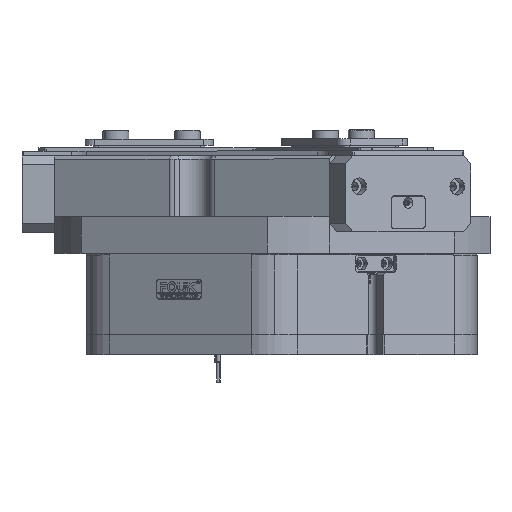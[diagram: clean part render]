
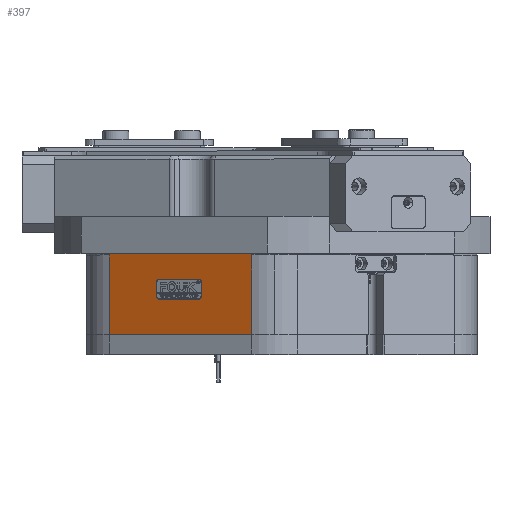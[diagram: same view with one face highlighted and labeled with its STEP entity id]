
A CAD part, top view. The second image highlights one B-rep face of the part: STEP entity #397.
In plain terms, the highlighted planar face has unit normal (-0.5, 0, 0.866).
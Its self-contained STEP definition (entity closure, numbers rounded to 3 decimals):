
#397 = ADVANCED_FACE ( 'NONE', ( #37608, #10621 ), #38973, .T. ) ;
#407 = CARTESIAN_POINT ( 'NONE',  ( -74.423, 34.2, 97.905 ) ) ;
#510 = DIRECTION ( 'NONE',  ( -0.866, 0., -0.5 ) ) ;
#998 = ORIENTED_EDGE ( 'NONE', *, *, #32113, .T. ) ;
#1774 = DIRECTION ( 'NONE',  ( 0.866, 0., 0.5 ) ) ;
#1808 = EDGE_CURVE ( 'NONE', #30883, #9054, #8532, .T. ) ;
#1931 = CARTESIAN_POINT ( 'NONE',  ( 122., 0., 211.31 ) ) ;
#2119 = CARTESIAN_POINT ( 'NONE',  ( -61., 50.3, 105.655 ) ) ;
#3359 = CARTESIAN_POINT ( 'NONE',  ( -50.175, 34.2, 111.905 ) ) ;
#3439 = EDGE_CURVE ( 'NONE', #14024, #4387, #5141, .T. ) ;
#3661 = VERTEX_POINT ( 'NONE', #24209 ) ;
#3777 = CARTESIAN_POINT ( 'NONE',  ( -48.356, 24.1, 112.955 ) ) ;
#4387 = VERTEX_POINT ( 'NONE', #32582 ) ;
#4574 = DIRECTION ( 'NONE',  ( -0.866, 0., -0.5 ) ) ;
#5030 = EDGE_CURVE ( 'NONE', #9054, #28321, #33382, .T. ) ;
#5141 = LINE ( 'NONE', #1931, #47600 ) ;
#5426 = CARTESIAN_POINT ( 'NONE',  ( -17., 0., 131.059 ) ) ;
#5465 = ORIENTED_EDGE ( 'NONE', *, *, #50135, .T. ) ;
#5938 = CARTESIAN_POINT ( 'NONE',  ( -105., 110.5, 80.252 ) ) ;
#6048 = EDGE_CURVE ( 'NONE', #8139, #23342, #12759, .T. ) ;
#6236 = CARTESIAN_POINT ( 'NONE',  ( -74.423, 32.1, 97.905 ) ) ;
#6833 = VECTOR ( 'NONE', #1774, 1000. ) ;
#7113 = CARTESIAN_POINT ( 'NONE',  ( -50.175, 34.2, 111.905 ) ) ;
#7694 = LINE ( 'NONE', #46960, #16123 ) ;
#8139 = VERTEX_POINT ( 'NONE', #29564 ) ;
#8256 = EDGE_LOOP ( 'NONE', ( #23541, #5465, #35910, #11416, #40831, #43312, #37587, #17741 ) ) ;
#8532 = LINE ( 'NONE', #7113, #22785 ) ;
#8744 = CARTESIAN_POINT ( 'NONE',  ( -50.175, 32.1, 111.905 ) ) ;
#8898 = AXIS2_PLACEMENT_3D ( 'NONE', #29612, #41969, #4574 ) ;
#9054 = VERTEX_POINT ( 'NONE', #3359 ) ;
#9261 = CARTESIAN_POINT ( 'NONE',  ( -105.017, 50.3, 80.242 ) ) ;
#10217 = DIRECTION ( 'NONE',  ( 0.5, 0., -0.866 ) ) ;
#10621 = FACE_BOUND ( 'NONE', #8256, .T. ) ;
#11288 = CARTESIAN_POINT ( 'NONE',  ( -48.356, 32.1, 112.955 ) ) ;
#11416 = ORIENTED_EDGE ( 'NONE', *, *, #6048, .T. ) ;
#11483 = VECTOR ( 'NONE', #47230, 1000. ) ;
#12058 = EDGE_CURVE ( 'NONE', #14024, #32616, #21171, .T. ) ;
#12759 = CIRCLE ( 'NONE', #19843, 2.1 ) ;
#12967 = CIRCLE ( 'NONE', #15914, 2.1 ) ;
#13450 = VERTEX_POINT ( 'NONE', #26024 ) ;
#14024 = VERTEX_POINT ( 'NONE', #5426 ) ;
#14419 = DIRECTION ( 'NONE',  ( -0.5, 0., 0.866 ) ) ;
#15141 = CARTESIAN_POINT ( 'NONE',  ( -16.994, 49.967, 131.062 ) ) ;
#15543 = CARTESIAN_POINT ( 'NONE',  ( -50.175, 22., 111.905 ) ) ;
#15914 = AXIS2_PLACEMENT_3D ( 'NONE', #6236, #10217, #38950 ) ;
#16123 = VECTOR ( 'NONE', #51593, 1000. ) ;
#16182 = EDGE_CURVE ( 'NONE', #32616, #20940, #23003, .T. ) ;
#16616 = CARTESIAN_POINT ( 'NONE',  ( -74.423, 24.1, 97.905 ) ) ;
#17302 = ORIENTED_EDGE ( 'NONE', *, *, #36666, .T. ) ;
#17331 = DIRECTION ( 'NONE',  ( -0.866, 0., -0.5 ) ) ;
#17348 = VERTEX_POINT ( 'NONE', #15543 ) ;
#17741 = ORIENTED_EDGE ( 'NONE', *, *, #5030, .T. ) ;
#17864 = DIRECTION ( 'NONE',  ( 0.866, 0., 0.5 ) ) ;
#19261 = DIRECTION ( 'NONE',  ( 0.866, 0., 0.5 ) ) ;
#19843 = AXIS2_PLACEMENT_3D ( 'NONE', #16616, #49427, #17331 ) ;
#20940 = VERTEX_POINT ( 'NONE', #35819 ) ;
#21035 = CARTESIAN_POINT ( 'NONE',  ( -50.175, 22., 111.905 ) ) ;
#21171 = LINE ( 'NONE', #47581, #11483 ) ;
#22338 = CARTESIAN_POINT ( 'NONE',  ( 122., 110.5, 211.31 ) ) ;
#22724 = AXIS2_PLACEMENT_3D ( 'NONE', #22338, #14419, #17864 ) ;
#22785 = VECTOR ( 'NONE', #19261, 1000. ) ;
#23003 =( BOUNDED_CURVE ( )  B_SPLINE_CURVE ( 3, ( #40027, #27681, #15141, #51909 ),
 .UNSPECIFIED., .F., .F. ) 
 B_SPLINE_CURVE_WITH_KNOTS ( ( 4, 4 ),
 ( 0., 0.034 ),
 .UNSPECIFIED. ) 
 CURVE ( )  GEOMETRIC_REPRESENTATION_ITEM ( )  RATIONAL_B_SPLINE_CURVE ( ( 1., 1., 1., 1. ) ) 
 REPRESENTATION_ITEM ( '' )  );
#23342 = VERTEX_POINT ( 'NONE', #26166 ) ;
#23541 = ORIENTED_EDGE ( 'NONE', *, *, #33869, .T. ) ;
#24034 = EDGE_CURVE ( 'NONE', #17348, #8139, #41511, .T. ) ;
#24209 = CARTESIAN_POINT ( 'NONE',  ( -105., 49.3, 80.252 ) ) ;
#24974 = DIRECTION ( 'NONE',  ( 0.5, 0., -0.866 ) ) ;
#26024 = CARTESIAN_POINT ( 'NONE',  ( -76.242, 32.1, 96.855 ) ) ;
#26038 = ORIENTED_EDGE ( 'NONE', *, *, #12058, .T. ) ;
#26133 = DIRECTION ( 'NONE',  ( 0., -1., 0. ) ) ;
#26166 = CARTESIAN_POINT ( 'NONE',  ( -76.242, 24.1, 96.855 ) ) ;
#26812 = ORIENTED_EDGE ( 'NONE', *, *, #37289, .F. ) ;
#27499 = EDGE_CURVE ( 'NONE', #13450, #30883, #12967, .T. ) ;
#27681 = CARTESIAN_POINT ( 'NONE',  ( -17., 49.633, 131.059 ) ) ;
#27757 = CARTESIAN_POINT ( 'NONE',  ( -105., 49.633, 80.252 ) ) ;
#27945 = CARTESIAN_POINT ( 'NONE',  ( -105.006, 49.967, 80.248 ) ) ;
#28253 = CARTESIAN_POINT ( 'NONE',  ( -17., 49.3, 131.059 ) ) ;
#28321 = VERTEX_POINT ( 'NONE', #11288 ) ;
#29380 = VERTEX_POINT ( 'NONE', #3777 ) ;
#29564 = CARTESIAN_POINT ( 'NONE',  ( -74.423, 22., 97.905 ) ) ;
#29612 = CARTESIAN_POINT ( 'NONE',  ( -50.175, 24.1, 111.905 ) ) ;
#30732 = DIRECTION ( 'NONE',  ( -0.866, 0., -0.5 ) ) ;
#30883 = VERTEX_POINT ( 'NONE', #407 ) ;
#32113 = EDGE_CURVE ( 'NONE', #52807, #3661, #51596, .T. ) ;
#32582 = CARTESIAN_POINT ( 'NONE',  ( -105., 0., 80.252 ) ) ;
#32616 = VERTEX_POINT ( 'NONE', #28253 ) ;
#33382 = CIRCLE ( 'NONE', #34899, 2.1 ) ;
#33869 = EDGE_CURVE ( 'NONE', #28321, #29380, #50268, .T. ) ;
#34875 = EDGE_CURVE ( 'NONE', #23342, #13450, #7694, .T. ) ;
#34899 = AXIS2_PLACEMENT_3D ( 'NONE', #8744, #24974, #49725 ) ;
#35219 = DIRECTION ( 'NONE',  ( 0., -1., 0. ) ) ;
#35730 = VECTOR ( 'NONE', #510, 1000. ) ;
#35819 = CARTESIAN_POINT ( 'NONE',  ( -16.983, 50.3, 131.068 ) ) ;
#35910 = ORIENTED_EDGE ( 'NONE', *, *, #24034, .T. ) ;
#35990 = CARTESIAN_POINT ( 'NONE',  ( -105.017, 50.3, 80.242 ) ) ;
#36070 = VECTOR ( 'NONE', #35219, 1000. ) ;
#36666 = EDGE_CURVE ( 'NONE', #3661, #4387, #40298, .T. ) ;
#37289 = EDGE_CURVE ( 'NONE', #52807, #20940, #46095, .T. ) ;
#37587 = ORIENTED_EDGE ( 'NONE', *, *, #1808, .T. ) ;
#37608 = FACE_OUTER_BOUND ( 'NONE', #44834, .T. ) ;
#37847 = ORIENTED_EDGE ( 'NONE', *, *, #16182, .T. ) ;
#38950 = DIRECTION ( 'NONE',  ( -0.866, 0., -0.5 ) ) ;
#38973 = PLANE ( 'NONE',  #22724 ) ;
#38975 = CARTESIAN_POINT ( 'NONE',  ( -48.356, 32.1, 112.955 ) ) ;
#39766 = CARTESIAN_POINT ( 'NONE',  ( -105., 49.3, 80.252 ) ) ;
#40027 = CARTESIAN_POINT ( 'NONE',  ( -17., 49.3, 131.059 ) ) ;
#40298 = LINE ( 'NONE', #5938, #50639 ) ;
#40831 = ORIENTED_EDGE ( 'NONE', *, *, #34875, .T. ) ;
#41511 = LINE ( 'NONE', #21035, #35730 ) ;
#41969 = DIRECTION ( 'NONE',  ( 0.5, 0., -0.866 ) ) ;
#43312 = ORIENTED_EDGE ( 'NONE', *, *, #27499, .T. ) ;
#44834 = EDGE_LOOP ( 'NONE', ( #26812, #998, #17302, #45796, #26038, #37847 ) ) ;
#45796 = ORIENTED_EDGE ( 'NONE', *, *, #3439, .F. ) ;
#46095 = LINE ( 'NONE', #2119, #6833 ) ;
#46960 = CARTESIAN_POINT ( 'NONE',  ( -76.242, 32.1, 96.855 ) ) ;
#47230 = DIRECTION ( 'NONE',  ( 0., 1., 0. ) ) ;
#47581 = CARTESIAN_POINT ( 'NONE',  ( -17., 110.5, 131.059 ) ) ;
#47600 = VECTOR ( 'NONE', #30732, 1000. ) ;
#49427 = DIRECTION ( 'NONE',  ( 0.5, 0., -0.866 ) ) ;
#49725 = DIRECTION ( 'NONE',  ( 0.866, 0., 0.5 ) ) ;
#50135 = EDGE_CURVE ( 'NONE', #29380, #17348, #51226, .T. ) ;
#50268 = LINE ( 'NONE', #38975, #36070 ) ;
#50639 = VECTOR ( 'NONE', #26133, 1000. ) ;
#51226 = CIRCLE ( 'NONE', #8898, 2.1 ) ;
#51593 = DIRECTION ( 'NONE',  ( 0., 1., 0. ) ) ;
#51596 =( BOUNDED_CURVE ( )  B_SPLINE_CURVE ( 3, ( #35990, #27945, #27757, #39766 ),
 .UNSPECIFIED., .F., .F. ) 
 B_SPLINE_CURVE_WITH_KNOTS ( ( 4, 4 ),
 ( 3.107, 3.142 ),
 .UNSPECIFIED. ) 
 CURVE ( )  GEOMETRIC_REPRESENTATION_ITEM ( )  RATIONAL_B_SPLINE_CURVE ( ( 1., 1., 1., 1. ) ) 
 REPRESENTATION_ITEM ( '' )  );
#51909 = CARTESIAN_POINT ( 'NONE',  ( -16.983, 50.3, 131.068 ) ) ;
#52807 = VERTEX_POINT ( 'NONE', #9261 ) ;
